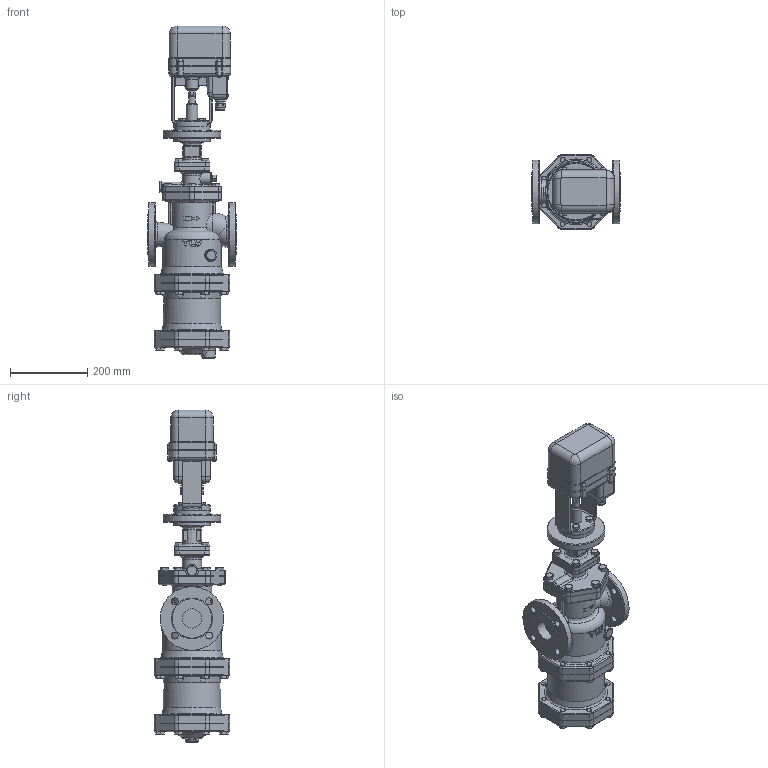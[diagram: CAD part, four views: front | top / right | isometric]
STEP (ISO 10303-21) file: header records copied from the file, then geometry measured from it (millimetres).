
FILE_DESCRIPTION((''),'2;1');
FILE_NAME('ccs3x-050-e0025-00.stp','2009-08-27T16:54:08',('sonoe'),(''),'Autodesk Inventor 2008','Autodesk Inventor 2008','');
FILE_SCHEMA(('AUTOMOTIVE_DESIGN { 1 0 10303 214 1 1 1 1 }'));
Length unit declared in the file: millimetre
Products named in the file (1): ccs3x-050-e0025-00
Bounding box: 230 x 195 x 860 mm (x, y, z)
Volume: 12690802.9 mm3; surface area: 830500.3 mm2
Topology: 1 solids, 1 shells, 1641 faces, 3970 edges, 2448 vertices
Faces by surface type: plane 594, cylinder 415, bspline 331, cone 191, torus 98, sphere 12
Full cylindrical faces by diameter (mm): 2.459 x2, 4 x2, 4.6 x2, 5.3 x2, 6 x4, 7 x2, 10 x8, 12 x56, 18 x1, 20 x2, 23 x1, 24 x2, 30 x1, 32 x1, 40 x1, 45 x1, 50 x3, 80 x1, 95 x3, 102 x2, 120 x1, 148 x1, 150 x3, 152 x1, 165 x2
Entity records: 76900 total; most frequent: CARTESIAN_POINT 41880, ORIENTED_EDGE 7338, DIRECTION 6896, EDGE_CURVE 3669, AXIS2_PLACEMENT_3D 2738, VERTEX_POINT 2368, EDGE_LOOP 2077, FACE_OUTER_BOUND 1641
